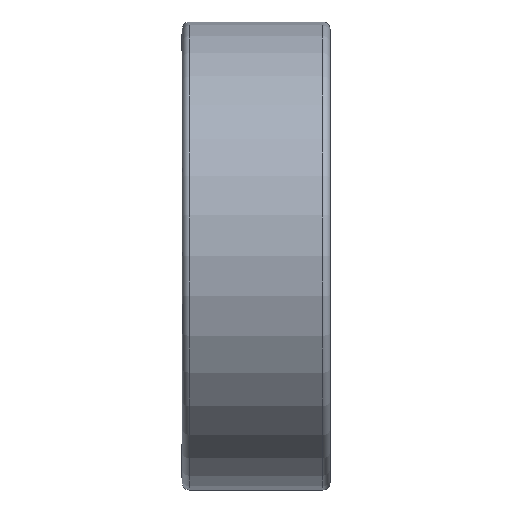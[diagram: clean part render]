
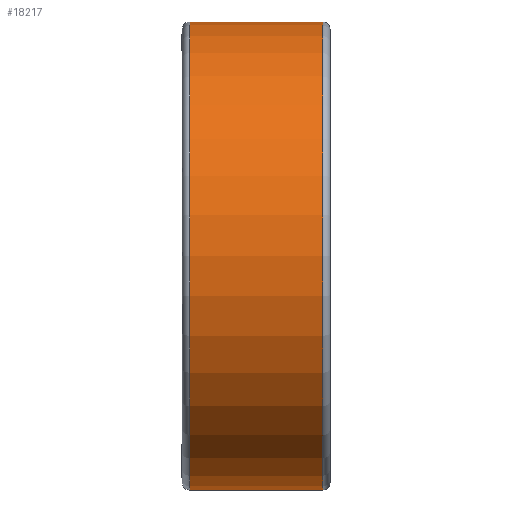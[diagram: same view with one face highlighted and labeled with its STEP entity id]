
A CAD part, top view. The second image highlights one B-rep face of the part: STEP entity #18217.
In plain terms, the highlighted cylindrical face has radius 9.5 mm (diameter 19 mm), a partial arc.
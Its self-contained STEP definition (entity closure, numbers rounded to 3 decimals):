
#9253=DIRECTION('',(-1.,0.,0.));
#9254=VECTOR('',#9253,5.4);
#9255=CARTESIAN_POINT('',(2.7,9.5,0.));
#9256=LINE('',#9255,#9254);
#9260=DIRECTION('',(-1.,0.,0.));
#9261=VECTOR('',#9260,5.4);
#9262=CARTESIAN_POINT('',(2.7,-9.5,0.));
#9263=LINE('',#9262,#9261);
#9275=CARTESIAN_POINT('',(2.7,0.,0.));
#9276=DIRECTION('',(1.,0.,0.));
#9277=DIRECTION('',(0.,1.,0.));
#9278=AXIS2_PLACEMENT_3D('',#9275,#9276,#9277);
#9283=CARTESIAN_POINT('',(-2.7,0.,0.));
#9284=DIRECTION('',(1.,0.,0.));
#9285=DIRECTION('',(0.,1.,0.));
#9286=AXIS2_PLACEMENT_3D('',#9283,#9284,#9285);
#15393=CARTESIAN_POINT('',(2.7,9.5,0.));
#15394=CARTESIAN_POINT('',(-2.7,9.5,0.));
#15395=VERTEX_POINT('',#15393);
#15396=VERTEX_POINT('',#15394);
#15405=CARTESIAN_POINT('',(2.7,-9.5,0.));
#15406=CARTESIAN_POINT('',(-2.7,-9.5,0.));
#15407=VERTEX_POINT('',#15405);
#15408=VERTEX_POINT('',#15406);
#18205=CARTESIAN_POINT('',(-3.3,0.,0.));
#18206=DIRECTION('',(1.,0.,0.));
#18207=DIRECTION('',(0.,-1.,0.));
#18208=AXIS2_PLACEMENT_3D('',#18205,#18206,#18207);
#18209=CYLINDRICAL_SURFACE('',#18208,9.5);
#18210=ORIENTED_EDGE('',*,*,#18195,.F.);
#18211=ORIENTED_EDGE('',*,*,#18172,.T.);
#18212=ORIENTED_EDGE('',*,*,#18199,.T.);
#18214=ORIENTED_EDGE('',*,*,#18213,.F.);
#18215=EDGE_LOOP('',(#18210,#18211,#18212,#18214));
#18216=FACE_OUTER_BOUND('',#18215,.F.);
#9279=CIRCLE('',#9278,9.5);
#9287=CIRCLE('',#9286,9.5);
#18172=EDGE_CURVE('',#15395,#15407,#9279,.T.);
#18195=EDGE_CURVE('',#15395,#15396,#9256,.T.);
#18199=EDGE_CURVE('',#15407,#15408,#9263,.T.);
#18213=EDGE_CURVE('',#15396,#15408,#9287,.T.);
#18217=ADVANCED_FACE('',(#18216),#18209,.T.);
